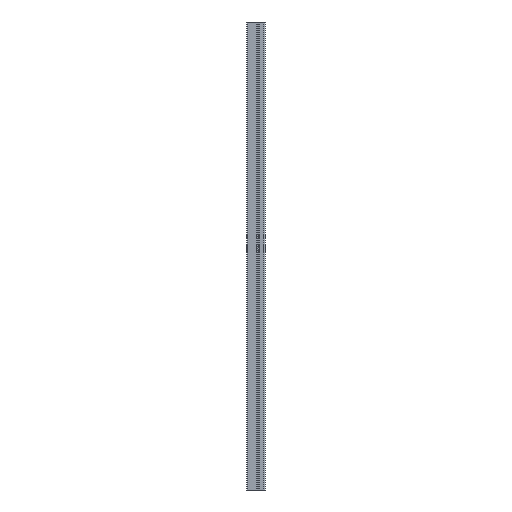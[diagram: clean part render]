
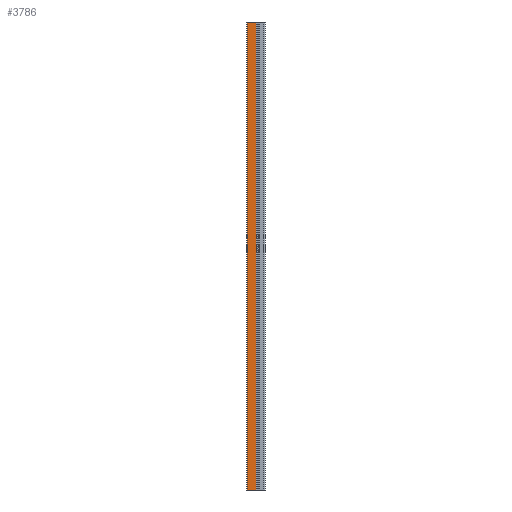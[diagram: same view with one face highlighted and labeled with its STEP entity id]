
A CAD part, left-side view. The second image highlights one B-rep face of the part: STEP entity #3786.
In plain terms, the highlighted planar face has unit normal (-1, 0, 0).
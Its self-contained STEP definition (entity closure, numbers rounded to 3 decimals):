
#63=PLANE('',#4135);
#214=FACE_OUTER_BOUND('',#408,.T.);
#408=EDGE_LOOP('',(#2856,#2857,#2858,#2859));
#694=LINE('',#6230,#1036);
#695=LINE('',#6233,#1037);
#696=LINE('',#6235,#1038);
#697=LINE('',#6236,#1039);
#1036=VECTOR('',#5045,1000.);
#1037=VECTOR('',#5048,19.7);
#1038=VECTOR('',#5049,19.7);
#1039=VECTOR('',#5050,1000.);
#1650=VERTEX_POINT('',#6226);
#1651=VERTEX_POINT('',#6228);
#1652=VERTEX_POINT('',#6232);
#1653=VERTEX_POINT('',#6234);
#2156=EDGE_CURVE('',#1650,#1651,#694,.T.);
#2157=EDGE_CURVE('',#1652,#1650,#695,.T.);
#2158=EDGE_CURVE('',#1653,#1651,#696,.T.);
#2159=EDGE_CURVE('',#1652,#1653,#697,.T.);
#2856=ORIENTED_EDGE('',*,*,#2157,.T.);
#2857=ORIENTED_EDGE('',*,*,#2156,.T.);
#2858=ORIENTED_EDGE('',*,*,#2158,.F.);
#2859=ORIENTED_EDGE('',*,*,#2159,.F.);
#3786=ADVANCED_FACE('',(#214),#63,.T.);
#4135=AXIS2_PLACEMENT_3D('',#6231,#5046,#5047);
#5045=DIRECTION('',(0.,0.,1.));
#5046=DIRECTION('center_axis',(-1.,0.,0.));
#5047=DIRECTION('ref_axis',(0.,-1.,0.));
#5048=DIRECTION('',(0.,-1.,0.));
#5049=DIRECTION('',(0.,-1.,0.));
#5050=DIRECTION('',(0.,0.,1.));
#6226=CARTESIAN_POINT('',(-4.,19.3,0.));
#6228=CARTESIAN_POINT('',(-4.,19.3,1000.));
#6230=CARTESIAN_POINT('',(-4.,19.3,0.));
#6231=CARTESIAN_POINT('Origin',(-4.,39.,0.));
#6232=CARTESIAN_POINT('',(-4.,39.,0.));
#6233=CARTESIAN_POINT('',(-4.,39.,0.));
#6234=CARTESIAN_POINT('',(-4.,39.,1000.));
#6235=CARTESIAN_POINT('',(-4.,39.,1000.));
#6236=CARTESIAN_POINT('',(-4.,39.,0.));
